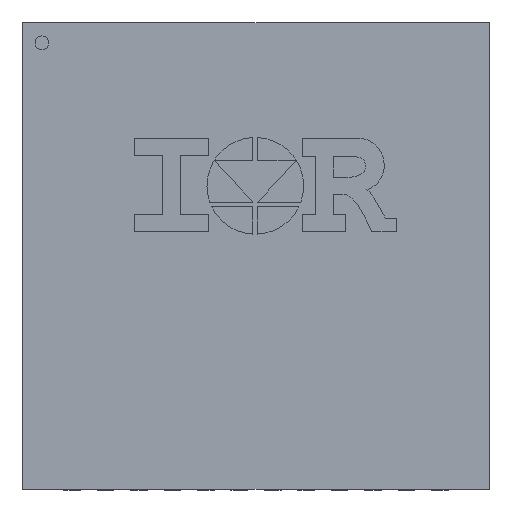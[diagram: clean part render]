
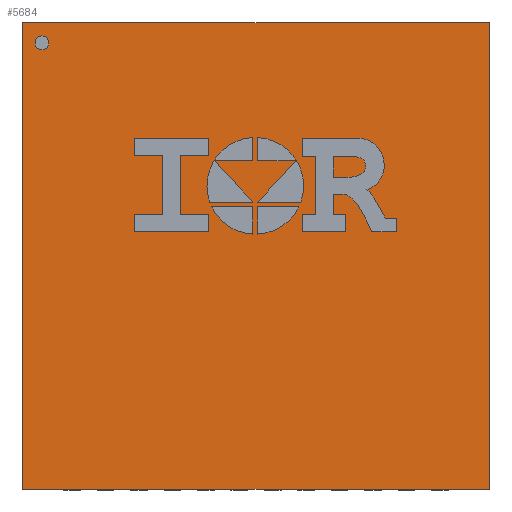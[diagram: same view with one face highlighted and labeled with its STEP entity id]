
A CAD part, top view. The second image highlights one B-rep face of the part: STEP entity #5684.
In plain terms, the highlighted planar face has unit normal (0, 0, 1).
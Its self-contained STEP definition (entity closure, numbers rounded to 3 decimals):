
#132=FACE_BOUND('',#833,.T.);
#139=PLANE('',#6126);
#450=FACE_OUTER_BOUND('',#832,.T.);
#832=EDGE_LOOP('',(#4025,#4026,#4027,#4028));
#833=EDGE_LOOP('',(#4029));
#1215=LINE('',#8370,#1872);
#1219=LINE('',#8377,#1876);
#1222=LINE('',#8383,#1879);
#1224=LINE('',#8386,#1881);
#1872=VECTOR('',#6658,1000.);
#1876=VECTOR('',#6664,1000.);
#1879=VECTOR('',#6669,1000.);
#1881=VECTOR('',#6673,1000.);
#2527=CIRCLE('',#6121,0.103);
#2671=VERTEX_POINT('',#8360);
#2674=VERTEX_POINT('',#8367);
#2675=VERTEX_POINT('',#8369);
#2677=VERTEX_POINT('',#8375);
#2679=VERTEX_POINT('',#8381);
#3206=EDGE_CURVE('',#2671,#2671,#2527,.T.);
#3209=EDGE_CURVE('',#2675,#2674,#1215,.T.);
#3213=EDGE_CURVE('',#2674,#2677,#1219,.T.);
#3216=EDGE_CURVE('',#2677,#2679,#1222,.T.);
#3218=EDGE_CURVE('',#2679,#2675,#1224,.T.);
#4025=ORIENTED_EDGE('',*,*,#3209,.T.);
#4026=ORIENTED_EDGE('',*,*,#3213,.T.);
#4027=ORIENTED_EDGE('',*,*,#3216,.T.);
#4028=ORIENTED_EDGE('',*,*,#3218,.T.);
#4029=ORIENTED_EDGE('',*,*,#3206,.F.);
#5684=ADVANCED_FACE('',(#450,#132),#139,.T.);
#6121=AXIS2_PLACEMENT_3D('',#8362,#6652,#6653);
#6126=AXIS2_PLACEMENT_3D('',#8387,#6674,#6675);
#6652=DIRECTION('center_axis',(0.,0.,1.));
#6653=DIRECTION('ref_axis',(0.,-1.,0.));
#6658=DIRECTION('',(1.,0.,0.));
#6664=DIRECTION('',(0.,1.,0.));
#6669=DIRECTION('',(-1.,0.,0.));
#6673=DIRECTION('',(0.,-1.,0.));
#6674=DIRECTION('center_axis',(0.,0.,1.));
#6675=DIRECTION('ref_axis',(0.,-1.,0.));
#8360=CARTESIAN_POINT('',(-3.202,3.291,1.));
#8362=CARTESIAN_POINT('Origin',(-3.202,3.188,1.));
#8367=CARTESIAN_POINT('',(3.49,-3.49,1.));
#8369=CARTESIAN_POINT('',(-3.49,-3.49,1.));
#8370=CARTESIAN_POINT('',(3.49,-3.49,1.));
#8375=CARTESIAN_POINT('',(3.49,3.49,1.));
#8377=CARTESIAN_POINT('',(3.49,3.49,1.));
#8381=CARTESIAN_POINT('',(-3.49,3.49,1.));
#8383=CARTESIAN_POINT('',(3.49,3.49,1.));
#8386=CARTESIAN_POINT('',(-3.49,3.49,1.));
#8387=CARTESIAN_POINT('Origin',(0.,0.,1.));
